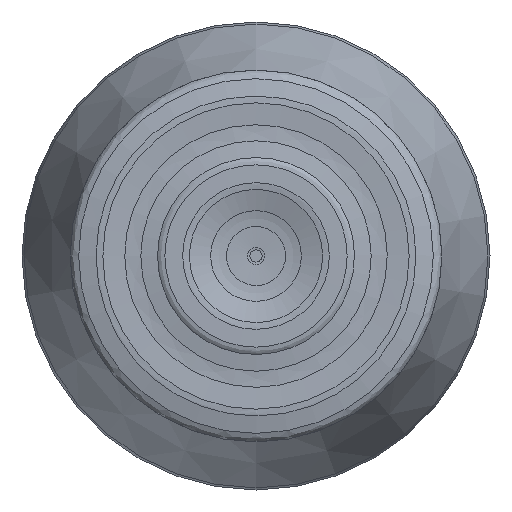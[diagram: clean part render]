
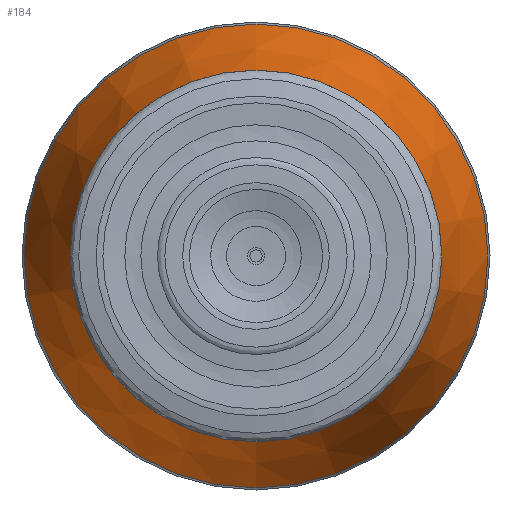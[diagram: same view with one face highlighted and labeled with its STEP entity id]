
A CAD part, left-side view. The second image highlights one B-rep face of the part: STEP entity #184.
In plain terms, the highlighted conical face has half-angle 18.435 degrees and reference radius 16.846 mm.
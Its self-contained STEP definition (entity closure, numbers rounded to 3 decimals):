
#162=CONICAL_SURFACE('',#730,16.846,18.435);
#184=ADVANCED_FACE('',(#259,#260),#162,.T.);
#259=FACE_BOUND('',#360,.T.);
#260=FACE_BOUND('',#361,.T.);
#360=EDGE_LOOP('',(#464));
#361=EDGE_LOOP('',(#465));
#464=ORIENTED_EDGE('',*,*,#606,.T.);
#465=ORIENTED_EDGE('',*,*,#605,.F.);
#553=VERTEX_POINT('',#1026);
#554=VERTEX_POINT('',#1029);
#605=EDGE_CURVE('',#553,#553,#657,.T.);
#606=EDGE_CURVE('',#554,#554,#658,.T.);
#657=CIRCLE('',#727,16.846);
#658=CIRCLE('',#729,13.257);
#727=AXIS2_PLACEMENT_3D('',#1025,#835,#836);
#729=AXIS2_PLACEMENT_3D('',#1028,#839,#840);
#730=AXIS2_PLACEMENT_3D('',#1030,#841,#842);
#835=DIRECTION('',(1.,0.,0.));
#836=DIRECTION('',(0.,0.,1.));
#839=DIRECTION('',(1.,0.,0.));
#840=DIRECTION('',(0.,0.,1.));
#841=DIRECTION('',(1.,0.,0.));
#842=DIRECTION('',(0.,0.,-1.));
#1025=CARTESIAN_POINT('',(97.538,0.,0.));
#1026=CARTESIAN_POINT('',(97.538,0.,16.846));
#1028=CARTESIAN_POINT('',(86.77,0.,0.));
#1029=CARTESIAN_POINT('',(86.77,0.,13.257));
#1030=CARTESIAN_POINT('',(97.538,0.,0.));
